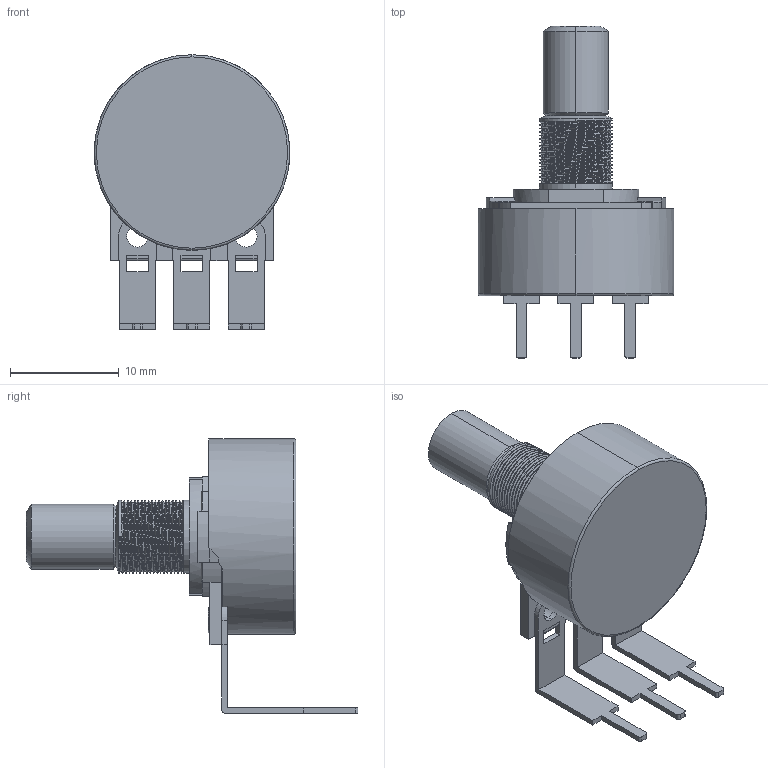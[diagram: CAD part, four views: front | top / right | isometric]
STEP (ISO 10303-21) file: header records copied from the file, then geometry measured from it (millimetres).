
FILE_DESCRIPTION (( 'STEP AP214' ), '1' );
FILE_NAME ('ALPHA_16mm.STEP', '2018-12-19T21:07:47', ( '' ), ( '' ), 'SwSTEP 2.0', 'SolidWorks 2018', '' );
FILE_SCHEMA (( 'AUTOMOTIVE_DESIGN' ));
Length unit declared in the file: millimetre
Products named in the file (3): ALPHA_16mm; RV16AF-41-17K; Cover
Assembly tree (2 placements, depth 2):
  ALPHA_16mm
    RV16AF-41-17K
    Cover
Bounding box: 18 x 30.5 x 25.26 mm (x, y, z)
Volume: 1750.3 mm3; surface area: 4316.4 mm2
Topology: 26 solids, 26 shells, 355 faces, 886 edges, 585 vertices
Faces by surface type: plane 210, cylinder 116, torus 14, cone 12, bspline 3
Entity records: 16746 total; most frequent: CARTESIAN_POINT 4341, ORIENTED_EDGE 1772, DIRECTION 1725, EDGE_CURVE 886, VERTEX_POINT 585, AXIS2_PLACEMENT_3D 579, VECTOR 567, LINE 567
